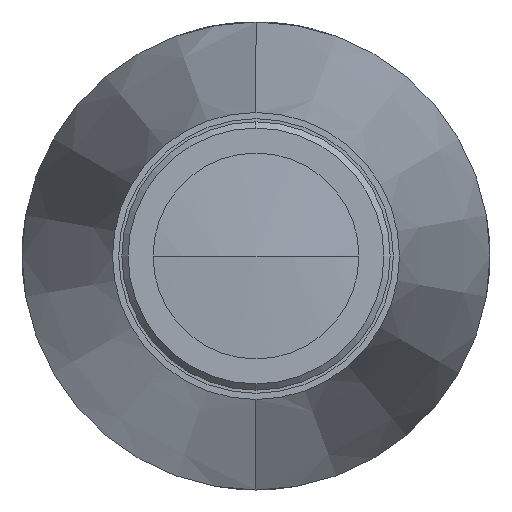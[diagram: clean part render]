
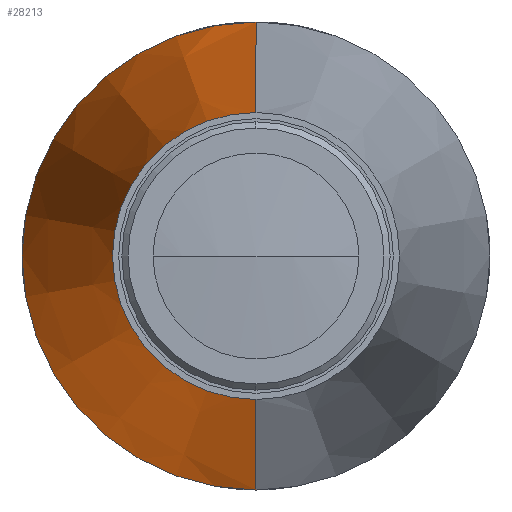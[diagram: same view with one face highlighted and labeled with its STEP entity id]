
A CAD part, left-side view. The second image highlights one B-rep face of the part: STEP entity #28213.
In plain terms, the highlighted conical face has half-angle 10 degrees and reference radius 37.5 mm.
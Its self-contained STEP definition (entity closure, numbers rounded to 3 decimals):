
#186 = CARTESIAN_POINT ( 'NONE',  ( 91.234, 0., -37.5 ) ) ;
#795 = AXIS2_PLACEMENT_3D ( 'NONE', #11575, #21697, #9001 ) ;
#4123 = VECTOR ( 'NONE', #16109, 1000. ) ;
#4673 = CIRCLE ( 'NONE', #23818, 37.5 ) ;
#6908 = DIRECTION ( 'NONE',  ( 0.985, 0., 0.174 ) ) ;
#6967 = DIRECTION ( 'NONE',  ( -1., 0., 0. ) ) ;
#8149 = CARTESIAN_POINT ( 'NONE',  ( 91.234, 0., -37.5 ) ) ;
#9001 = DIRECTION ( 'NONE',  ( 0., 0., -1. ) ) ;
#10019 = EDGE_CURVE ( 'NONE', #29895, #26807, #31394, .T. ) ;
#10793 = EDGE_CURVE ( 'NONE', #12111, #26807, #4673, .T. ) ;
#11319 = DIRECTION ( 'NONE',  ( -1., 0., 0. ) ) ;
#11575 = CARTESIAN_POINT ( 'NONE',  ( 91.234, 0., 0. ) ) ;
#12111 = VERTEX_POINT ( 'NONE', #24151 ) ;
#12621 = VERTEX_POINT ( 'NONE', #15805 ) ;
#15805 = CARTESIAN_POINT ( 'NONE',  ( 9., 0., 23. ) ) ;
#16109 = DIRECTION ( 'NONE',  ( 0.985, 0., -0.174 ) ) ;
#17043 = CARTESIAN_POINT ( 'NONE',  ( 91.234, 0., 37.5 ) ) ;
#21697 = DIRECTION ( 'NONE',  ( 1., 0., 0. ) ) ;
#22708 = CIRCLE ( 'NONE', #33113, 23. ) ;
#23642 = CARTESIAN_POINT ( 'NONE',  ( 9., 0., -23. ) ) ;
#23818 = AXIS2_PLACEMENT_3D ( 'NONE', #24357, #11319, #29831 ) ;
#23846 = EDGE_CURVE ( 'NONE', #12621, #12111, #28179, .T. ) ;
#24151 = CARTESIAN_POINT ( 'NONE',  ( 91.234, 0., 37.5 ) ) ;
#24357 = CARTESIAN_POINT ( 'NONE',  ( 91.234, 0., 0. ) ) ;
#26807 = VERTEX_POINT ( 'NONE', #8149 ) ;
#27072 = CONICAL_SURFACE ( 'NONE', #795, 37.5, 0.175 ) ;
#27202 = ORIENTED_EDGE ( 'NONE', *, *, #10793, .T. ) ;
#27271 = VECTOR ( 'NONE', #6908, 1000. ) ;
#28179 = LINE ( 'NONE', #17043, #27271 ) ;
#28213 = ADVANCED_FACE ( 'NONE', ( #29758 ), #27072, .T. ) ;
#28498 = EDGE_CURVE ( 'NONE', #12621, #29895, #22708, .T. ) ;
#29370 = EDGE_LOOP ( 'NONE', ( #31447, #30815, #27202, #30362 ) ) ;
#29758 = FACE_OUTER_BOUND ( 'NONE', #29370, .T. ) ;
#29831 = DIRECTION ( 'NONE',  ( 0., 0., 1. ) ) ;
#29895 = VERTEX_POINT ( 'NONE', #23642 ) ;
#30362 = ORIENTED_EDGE ( 'NONE', *, *, #10019, .F. ) ;
#30815 = ORIENTED_EDGE ( 'NONE', *, *, #23846, .T. ) ;
#31394 = LINE ( 'NONE', #186, #4123 ) ;
#31447 = ORIENTED_EDGE ( 'NONE', *, *, #28498, .F. ) ;
#32858 = CARTESIAN_POINT ( 'NONE',  ( 9., 0., 0. ) ) ;
#33113 = AXIS2_PLACEMENT_3D ( 'NONE', #32858, #6967, #33200 ) ;
#33200 = DIRECTION ( 'NONE',  ( 0., 0., 1. ) ) ;
